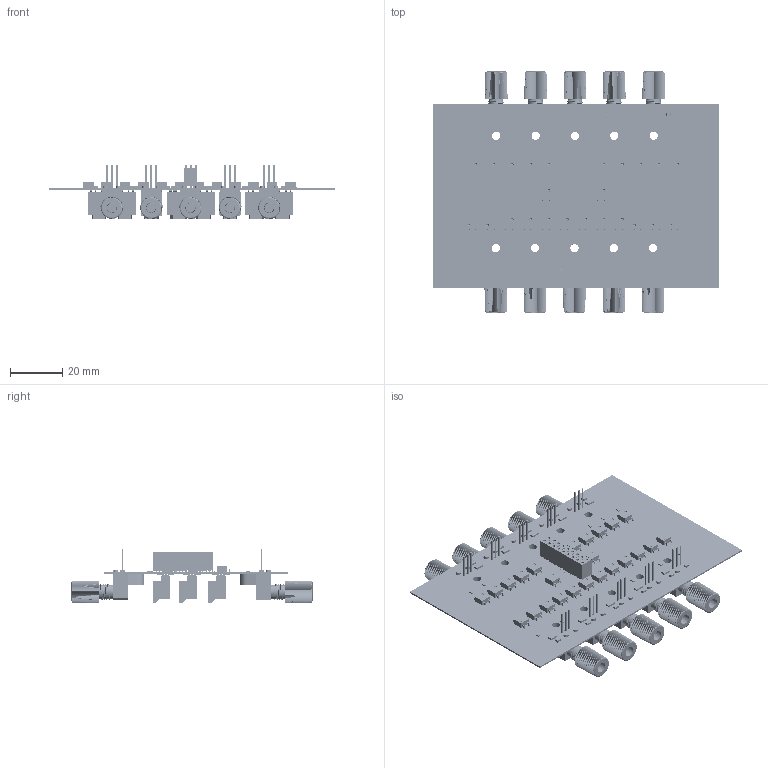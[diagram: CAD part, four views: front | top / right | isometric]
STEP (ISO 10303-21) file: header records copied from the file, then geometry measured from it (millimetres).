
FILE_DESCRIPTION(('Open CASCADE Model'),'2;1');
FILE_NAME('Open CASCADE Shape Model','2022-09-06T09:13:29',('Author'),( 'Open CASCADE'),'Open CASCADE STEP processor 6.8','Open CASCADE 6.8' ,'Unknown');
FILE_SCHEMA(('AUTOMOTIVE_DESIGN { 1 0 10303 214 1 1 1 1 }'));
Length unit declared in the file: millimetre
Products named in the file (120): PCB; Board; Open CASCADE STEP translator 6.8 2.1.1; Board_Conn; SSM-109-STL-DV; C-137-019; SSM-109-STL-DV_body; 2kR10; Res_Vishay_CRCW06033M90FKEC_eec; 1; 2; 3; Vishay_logo_-_Copy; Vishay_logo; 2kR9; 2kR8; 2kR7; 2kR6; 2kR5; 2kR4; 2kR3; 2kR2; 2kR1; C10; Cap_KEMET_C0805C472J3HAC_eec; C9; C8; C7; C6; C5; C4; C3; C2; C1; 3R10; 5918713120; Extruded; 5918712800; 3R9; 3R8 ...
Assembly tree (376 placements, depth 4):
  PCB
    Board
      Open CASCADE STEP translator 6.8 2.1.1
    Board_Conn
      SSM-109-STL-DV
        C-137-019
        SSM-109-STL-DV_body
    2kR10
      Res_Vishay_CRCW06033M90FKEC_eec
        1
        2
        3
        Vishay_logo_-_Copy
        Vishay_logo
    2kR9
      Res_Vishay_CRCW06033M90FKEC_eec
        1
        2
        3
        Vishay_logo_-_Copy
        Vishay_logo
    2kR8
      Res_Vishay_CRCW06033M90FKEC_eec
        1
        2
        3
        Vishay_logo_-_Copy
        Vishay_logo
    2kR7
      Res_Vishay_CRCW06033M90FKEC_eec
        1
        2
        3
        Vishay_logo_-_Copy
        Vishay_logo
    2kR6
      Res_Vishay_CRCW06033M90FKEC_eec
        1
        2
        3
        Vishay_logo_-_Copy
        Vishay_logo
    2kR5
      Res_Vishay_CRCW06033M90FKEC_eec
        1
        2
        3
        Vishay_logo_-_Copy
        Vishay_logo
    2kR4
      Res_Vishay_CRCW06033M90FKEC_eec
        1
        2
        3
        Vishay_logo_-_Copy
        Vishay_logo
    2kR3
      Res_Vishay_CRCW06033M90FKEC_eec
        1
        2
Bounding box: 109 x 91.88 x 20.75 mm (x, y, z)
Volume: 23629.6 mm3; surface area: 47829.4 mm2
Topology: 415 solids, 415 shells, 11437 faces, 37946 edges, 34646 vertices
Faces by surface type: plane 7245, cylinder 1940, bspline 1390, cone 620, sphere 232, torus 10
Full cylindrical faces by diameter (mm): 1.575 x20, 2 x20, 3.15 x10, 3.175 x10, 3.556 x10, 3.607 x10, 4.115 x10, 5.461 x40, 6.223 x10
Entity records: 56220 total; most frequent: CARTESIAN_POINT 14598, ORIENTED_EDGE 7644, DIRECTION 6996, EDGE_CURVE 3822, LINE 2834, VECTOR 2834, VERTEX_POINT 2531, AXIS2_PLACEMENT_3D 2081
